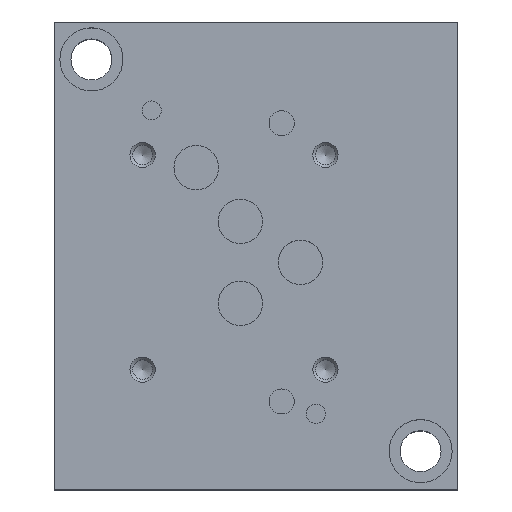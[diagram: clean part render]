
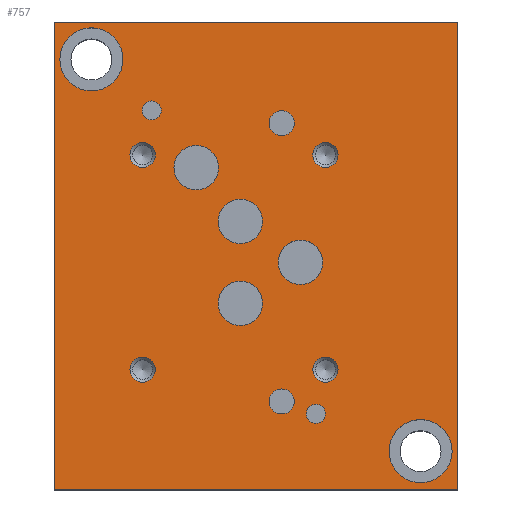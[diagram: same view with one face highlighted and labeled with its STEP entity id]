
A CAD part, top view. The second image highlights one B-rep face of the part: STEP entity #757.
In plain terms, the highlighted planar face has unit normal (0, 0, 1).
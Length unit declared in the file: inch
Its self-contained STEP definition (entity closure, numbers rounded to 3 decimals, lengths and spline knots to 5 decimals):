
#757 = ADVANCED_FACE( '', ( #1702, #1703, #1704, #1705, #1706, #1707, #1708, #1709, #1710, #1711, #1712, #1713, #1714, #1715, #1716 ), #1717, .F. );
#1702 = FACE_BOUND( '', #2835, .T. );
#1703 = FACE_BOUND( '', #2836, .T. );
#1704 = FACE_BOUND( '', #2837, .T. );
#1705 = FACE_BOUND( '', #2838, .T. );
#1706 = FACE_BOUND( '', #2839, .T. );
#1707 = FACE_BOUND( '', #2840, .T. );
#1708 = FACE_BOUND( '', #2841, .T. );
#1709 = FACE_BOUND( '', #2842, .T. );
#1710 = FACE_BOUND( '', #2843, .T. );
#1711 = FACE_BOUND( '', #2844, .T. );
#1712 = FACE_BOUND( '', #2845, .T. );
#1713 = FACE_BOUND( '', #2846, .T. );
#1714 = FACE_BOUND( '', #2847, .T. );
#1715 = FACE_BOUND( '', #2848, .T. );
#1716 = FACE_OUTER_BOUND( '', #2849, .T. );
#1717 = PLANE( '', #2850 );
#2835 = EDGE_LOOP( '', ( #5017 ) );
#2836 = EDGE_LOOP( '', ( #5018 ) );
#2837 = EDGE_LOOP( '', ( #5019 ) );
#2838 = EDGE_LOOP( '', ( #5020 ) );
#2839 = EDGE_LOOP( '', ( #5021 ) );
#2840 = EDGE_LOOP( '', ( #5022 ) );
#2841 = EDGE_LOOP( '', ( #5023 ) );
#2842 = EDGE_LOOP( '', ( #5024 ) );
#2843 = EDGE_LOOP( '', ( #5025 ) );
#2844 = EDGE_LOOP( '', ( #5026 ) );
#2845 = EDGE_LOOP( '', ( #5027 ) );
#2846 = EDGE_LOOP( '', ( #5028 ) );
#2847 = EDGE_LOOP( '', ( #5029 ) );
#2848 = EDGE_LOOP( '', ( #5030 ) );
#2849 = EDGE_LOOP( '', ( #5031, #5032, #5033, #5034 ) );
#2850 = AXIS2_PLACEMENT_3D( '', #5035, #5036, #5037 );
#5017 = ORIENTED_EDGE( '', *, *, #6531, .T. );
#5018 = ORIENTED_EDGE( '', *, *, #6786, .T. );
#5019 = ORIENTED_EDGE( '', *, *, #6289, .F. );
#5020 = ORIENTED_EDGE( '', *, *, #6564, .F. );
#5021 = ORIENTED_EDGE( '', *, *, #6642, .F. );
#5022 = ORIENTED_EDGE( '', *, *, #6771, .F. );
#5023 = ORIENTED_EDGE( '', *, *, #6940, .F. );
#5024 = ORIENTED_EDGE( '', *, *, #6443, .F. );
#5025 = ORIENTED_EDGE( '', *, *, #6233, .F. );
#5026 = ORIENTED_EDGE( '', *, *, #6436, .F. );
#5027 = ORIENTED_EDGE( '', *, *, #6808, .F. );
#5028 = ORIENTED_EDGE( '', *, *, #6246, .F. );
#5029 = ORIENTED_EDGE( '', *, *, #6825, .F. );
#5030 = ORIENTED_EDGE( '', *, *, #6941, .F. );
#5031 = ORIENTED_EDGE( '', *, *, #6486, .T. );
#5032 = ORIENTED_EDGE( '', *, *, #6942, .F. );
#5033 = ORIENTED_EDGE( '', *, *, #6878, .F. );
#5034 = ORIENTED_EDGE( '', *, *, #6216, .T. );
#5035 = CARTESIAN_POINT( '', ( 4., 4.63, 3. ) );
#5036 = DIRECTION( '', ( 0., 0., -1. ) );
#5037 = DIRECTION( '', ( -1., 0., 0. ) );
#6216 = EDGE_CURVE( '', #7376, #7374, #7377, .T. );
#6233 = EDGE_CURVE( '', #7406, #7406, #7407, .T. );
#6246 = EDGE_CURVE( '', #7426, #7426, #7427, .T. );
#6289 = EDGE_CURVE( '', #7500, #7500, #7501, .T. );
#6436 = EDGE_CURVE( '', #7749, #7749, #7750, .T. );
#6443 = EDGE_CURVE( '', #7760, #7760, #7761, .T. );
#6486 = EDGE_CURVE( '', #7374, #7827, #7829, .T. );
#6531 = EDGE_CURVE( '', #7901, #7901, #7902, .T. );
#6564 = EDGE_CURVE( '', #7953, #7953, #7954, .T. );
#6642 = EDGE_CURVE( '', #8068, #8068, #8069, .T. );
#6771 = EDGE_CURVE( '', #8260, #8260, #8261, .T. );
#6786 = EDGE_CURVE( '', #8284, #8284, #8285, .T. );
#6808 = EDGE_CURVE( '', #8314, #8314, #8315, .T. );
#6825 = EDGE_CURVE( '', #8338, #8338, #8339, .T. );
#6878 = EDGE_CURVE( '', #7376, #8417, #8418, .T. );
#6940 = EDGE_CURVE( '', #8493, #8493, #8494, .T. );
#6941 = EDGE_CURVE( '', #8495, #8495, #8496, .T. );
#6942 = EDGE_CURVE( '', #8417, #7827, #8497, .T. );
#7374 = VERTEX_POINT( '', #9037 );
#7376 = VERTEX_POINT( '', #9040 );
#7377 = LINE( '', #9041, #9042 );
#7406 = VERTEX_POINT( '', #9119 );
#7407 = CIRCLE( '', #9120, 0.0945 );
#7426 = VERTEX_POINT( '', #9143 );
#7427 = CIRCLE( '', #9144, 0.2205 );
#7500 = VERTEX_POINT( '', #9239 );
#7501 = CIRCLE( '', #9240, 0.125 );
#7749 = VERTEX_POINT( '', #9584 );
#7750 = CIRCLE( '', #9585, 0.0945 );
#7760 = VERTEX_POINT( '', #9598 );
#7761 = CIRCLE( '', #9599, 0.124 );
#7827 = VERTEX_POINT( '', #9690 );
#7829 = LINE( '', #9693, #9694 );
#7901 = VERTEX_POINT( '', #9792 );
#7902 = CIRCLE( '', #9793, 0.3125 );
#7953 = VERTEX_POINT( '', #9865 );
#7954 = CIRCLE( '', #9866, 0.125 );
#8068 = VERTEX_POINT( '', #10020 );
#8069 = CIRCLE( '', #10021, 0.125 );
#8260 = VERTEX_POINT( '', #10279 );
#8261 = CIRCLE( '', #10280, 0.125 );
#8284 = VERTEX_POINT( '', #10310 );
#8285 = CIRCLE( '', #10311, 0.3125 );
#8314 = VERTEX_POINT( '', #10352 );
#8315 = CIRCLE( '', #10353, 0.2205 );
#8338 = VERTEX_POINT( '', #10385 );
#8339 = CIRCLE( '', #10386, 0.2205 );
#8417 = VERTEX_POINT( '', #10495 );
#8418 = LINE( '', #10496, #10497 );
#8493 = VERTEX_POINT( '', #10603 );
#8494 = CIRCLE( '', #10604, 0.124 );
#8495 = VERTEX_POINT( '', #10605 );
#8496 = CIRCLE( '', #10606, 0.2205 );
#8497 = LINE( '', #10607, #10608 );
#9037 = CARTESIAN_POINT( '', ( 0., 4.63, 3. ) );
#9040 = CARTESIAN_POINT( '', ( 4., 4.63, 3. ) );
#9041 = CARTESIAN_POINT( '', ( 4., 4.63, 3. ) );
#9042 = VECTOR( '', #11068, 39.37008 );
#9119 = CARTESIAN_POINT( '', ( 1.0615, 3.754, 3. ) );
#9120 = AXIS2_PLACEMENT_3D( '', #11086, #11087, #11088 );
#9143 = CARTESIAN_POINT( '', ( 2.0655, 2.655, 3. ) );
#9144 = AXIS2_PLACEMENT_3D( '', #11105, #11106, #11107 );
#9239 = CARTESIAN_POINT( '', ( 1.002, 3.313, 3. ) );
#9240 = AXIS2_PLACEMENT_3D( '', #11160, #11161, #11162 );
#9584 = CARTESIAN_POINT( '', ( 2.6875, 0.75, 3. ) );
#9585 = AXIS2_PLACEMENT_3D( '', #11322, #11323, #11324 );
#9598 = CARTESIAN_POINT( '', ( 2.379, 3.628, 3. ) );
#9599 = AXIS2_PLACEMENT_3D( '', #11331, #11332, #11333 );
#9690 = CARTESIAN_POINT( '', ( 0., 0., 3. ) );
#9693 = CARTESIAN_POINT( '', ( 0., 4.63, 3. ) );
#9694 = VECTOR( '', #11381, 39.37008 );
#9792 = CARTESIAN_POINT( '', ( 3.3175, 0.38, 3. ) );
#9793 = AXIS2_PLACEMENT_3D( '', #11429, #11430, #11431 );
#9865 = CARTESIAN_POINT( '', ( 1.002, 1.187, 3. ) );
#9866 = AXIS2_PLACEMENT_3D( '', #11459, #11460, #11461 );
#10020 = CARTESIAN_POINT( '', ( 2.813, 1.187, 3. ) );
#10021 = AXIS2_PLACEMENT_3D( '', #11556, #11557, #11558 );
#10279 = CARTESIAN_POINT( '', ( 2.813, 3.313, 3. ) );
#10280 = AXIS2_PLACEMENT_3D( '', #11683, #11684, #11685 );
#10310 = CARTESIAN_POINT( '', ( 0.0575, 4.26, 3. ) );
#10311 = AXIS2_PLACEMENT_3D( '', #11702, #11703, #11704 );
#10352 = CARTESIAN_POINT( '', ( 2.0655, 1.844, 3. ) );
#10353 = AXIS2_PLACEMENT_3D( '', #11720, #11721, #11722 );
#10385 = CARTESIAN_POINT( '', ( 1.6285, 3.187, 3. ) );
#10386 = AXIS2_PLACEMENT_3D( '', #11738, #11739, #11740 );
#10495 = CARTESIAN_POINT( '', ( 4., 0., 3. ) );
#10496 = CARTESIAN_POINT( '', ( 4., 4.63, 3. ) );
#10497 = VECTOR( '', #11826, 39.37008 );
#10603 = CARTESIAN_POINT( '', ( 2.379, 0.872, 3. ) );
#10604 = AXIS2_PLACEMENT_3D( '', #11873, #11874, #11875 );
#10605 = CARTESIAN_POINT( '', ( 2.6605, 2.25, 3. ) );
#10606 = AXIS2_PLACEMENT_3D( '', #11876, #11877, #11878 );
#10607 = CARTESIAN_POINT( '', ( 4., 0., 3. ) );
#10608 = VECTOR( '', #11879, 39.37008 );
#11068 = DIRECTION( '', ( -1., 0., 0. ) );
#11086 = CARTESIAN_POINT( '', ( 0.967, 3.754, 3. ) );
#11087 = DIRECTION( '', ( 0., 0., 1. ) );
#11088 = DIRECTION( '', ( 1., 0., 0. ) );
#11105 = CARTESIAN_POINT( '', ( 1.845, 2.655, 3. ) );
#11106 = DIRECTION( '', ( 0., 0., 1. ) );
#11107 = DIRECTION( '', ( 1., 0., 0. ) );
#11160 = CARTESIAN_POINT( '', ( 0.877, 3.313, 3. ) );
#11161 = DIRECTION( '', ( 0., 0., 1. ) );
#11162 = DIRECTION( '', ( 1., 0., 0. ) );
#11322 = CARTESIAN_POINT( '', ( 2.593, 0.75, 3. ) );
#11323 = DIRECTION( '', ( 0., 0., 1. ) );
#11324 = DIRECTION( '', ( 1., 0., 0. ) );
#11331 = CARTESIAN_POINT( '', ( 2.255, 3.628, 3. ) );
#11332 = DIRECTION( '', ( 0., 0., 1. ) );
#11333 = DIRECTION( '', ( 1., 0., 0. ) );
#11381 = DIRECTION( '', ( 0., -1., 0. ) );
#11429 = CARTESIAN_POINT( '', ( 3.63, 0.38, 3. ) );
#11430 = DIRECTION( '', ( 0., 0., -1. ) );
#11431 = DIRECTION( '', ( -1., 0., 0. ) );
#11459 = CARTESIAN_POINT( '', ( 0.877, 1.187, 3. ) );
#11460 = DIRECTION( '', ( 0., 0., 1. ) );
#11461 = DIRECTION( '', ( 1., 0., 0. ) );
#11556 = CARTESIAN_POINT( '', ( 2.688, 1.187, 3. ) );
#11557 = DIRECTION( '', ( 0., 0., 1. ) );
#11558 = DIRECTION( '', ( 1., 0., 0. ) );
#11683 = CARTESIAN_POINT( '', ( 2.688, 3.313, 3. ) );
#11684 = DIRECTION( '', ( 0., 0., 1. ) );
#11685 = DIRECTION( '', ( 1., 0., 0. ) );
#11702 = CARTESIAN_POINT( '', ( 0.37, 4.26, 3. ) );
#11703 = DIRECTION( '', ( 0., 0., -1. ) );
#11704 = DIRECTION( '', ( -1., 0., 0. ) );
#11720 = CARTESIAN_POINT( '', ( 1.845, 1.844, 3. ) );
#11721 = DIRECTION( '', ( 0., 0., 1. ) );
#11722 = DIRECTION( '', ( 1., 0., 0. ) );
#11738 = CARTESIAN_POINT( '', ( 1.408, 3.187, 3. ) );
#11739 = DIRECTION( '', ( 0., 0., 1. ) );
#11740 = DIRECTION( '', ( 1., 0., 0. ) );
#11826 = DIRECTION( '', ( 0., -1., 0. ) );
#11873 = CARTESIAN_POINT( '', ( 2.255, 0.872, 3. ) );
#11874 = DIRECTION( '', ( 0., 0., 1. ) );
#11875 = DIRECTION( '', ( 1., 0., 0. ) );
#11876 = CARTESIAN_POINT( '', ( 2.44, 2.25, 3. ) );
#11877 = DIRECTION( '', ( 0., 0., 1. ) );
#11878 = DIRECTION( '', ( 1., 0., 0. ) );
#11879 = DIRECTION( '', ( -1., 0., 0. ) );
